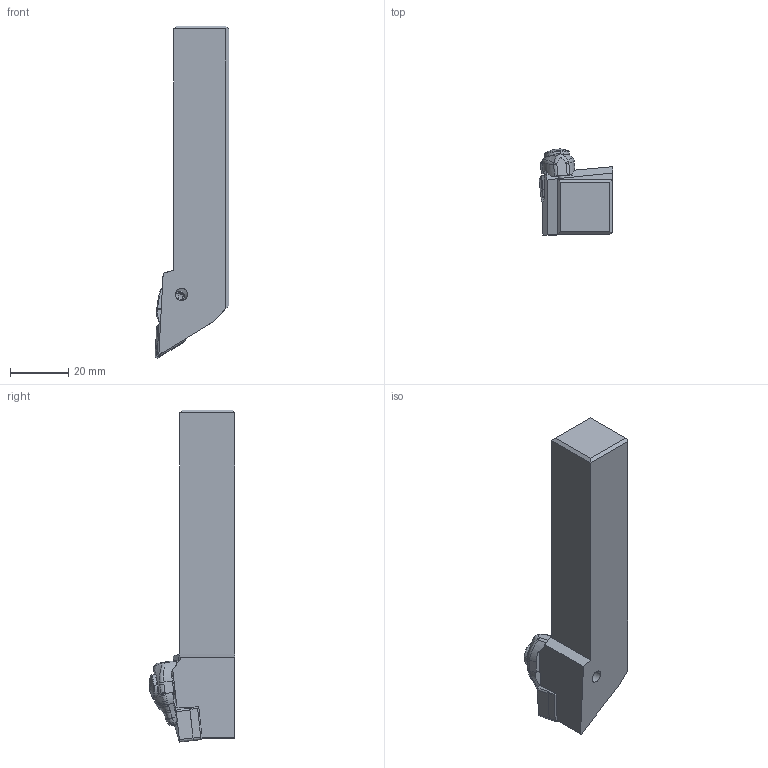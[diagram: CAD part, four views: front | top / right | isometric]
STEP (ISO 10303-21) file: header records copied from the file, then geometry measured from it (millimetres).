
FILE_DESCRIPTION(/* description */ (''),/* implementation_level */ '2;1');
FILE_NAME(/* name */ 'DDJNR-123_IR0_031.stp',/* time_stamp */ '2023-02-09T11:32:11+09:00',/* author */ (''),/* organization */ (''),/* preprocessor_version */ 'ST-DEVELOPER v16',/* originating_system */ 'SIEMENS PLM Software NX 10.0',/* authorisation */ '');
FILE_SCHEMA (('AUTOMOTIVE_DESIGN { 1 0 10303 214 3 1 1 1 }'));
Length unit declared in the file: millimetre
Products named in the file (1): DDJNR-123_IR0_031_ASM
Bounding box: 25.4 x 29.59 x 114.3 mm (x, y, z)
Volume: 41511.8 mm3; surface area: 11465.4 mm2
Topology: 2 solids, 2 shells, 272 faces, 805 edges, 544 vertices
Faces by surface type: cylinder 91, plane 78, bspline 62, torus 23, cone 14, sphere 4
Entity records: 13026 total; most frequent: CARTESIAN_POINT 6138, ORIENTED_EDGE 1574, DIRECTION 1265, EDGE_CURVE 787, VERTEX_POINT 523, AXIS2_PLACEMENT_3D 500, EDGE_LOOP 282, ADVANCED_FACE 272
